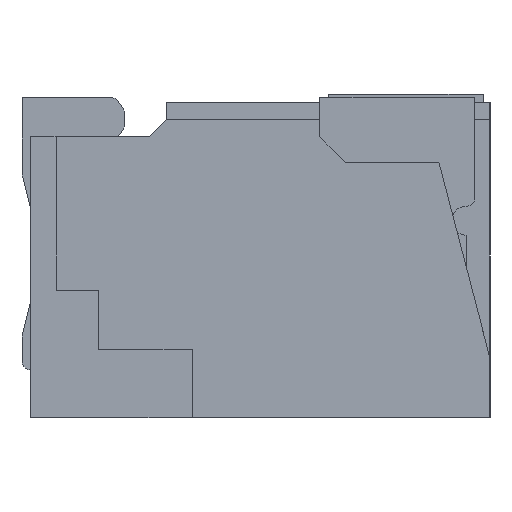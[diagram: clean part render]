
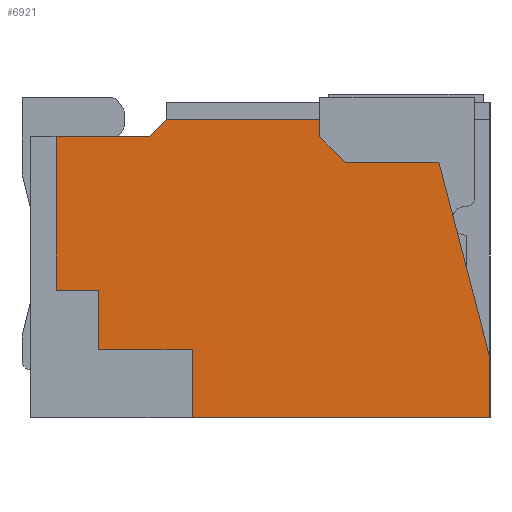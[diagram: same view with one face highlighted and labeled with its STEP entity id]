
A CAD part, left-side view. The second image highlights one B-rep face of the part: STEP entity #6921.
In plain terms, the highlighted planar face has unit normal (-1, 0, 0).
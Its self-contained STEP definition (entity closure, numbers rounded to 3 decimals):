
#1686=ORIENTED_EDGE('',*,*,#2824,.F.);
#1687=ORIENTED_EDGE('',*,*,#2829,.T.);
#1688=ORIENTED_EDGE('',*,*,#2832,.T.);
#1689=ORIENTED_EDGE('',*,*,#2843,.F.);
#1690=ORIENTED_EDGE('',*,*,#2915,.F.);
#1691=ORIENTED_EDGE('',*,*,#2913,.F.);
#1692=ORIENTED_EDGE('',*,*,#2749,.F.);
#1693=ORIENTED_EDGE('',*,*,#2912,.F.);
#1694=ORIENTED_EDGE('',*,*,#2910,.F.);
#1695=ORIENTED_EDGE('',*,*,#2908,.F.);
#1696=ORIENTED_EDGE('',*,*,#2906,.F.);
#1697=ORIENTED_EDGE('',*,*,#2904,.F.);
#1698=ORIENTED_EDGE('',*,*,#2902,.F.);
#1699=ORIENTED_EDGE('',*,*,#2807,.F.);
#2749=EDGE_CURVE('',#3524,#3525,#4392,.T.);
#2807=EDGE_CURVE('',#3575,#3576,#4450,.T.);
#2824=EDGE_CURVE('',#3586,#3575,#4467,.T.);
#2829=EDGE_CURVE('',#3586,#3590,#4472,.T.);
#2832=EDGE_CURVE('',#3590,#3592,#4475,.T.);
#2843=EDGE_CURVE('',#3598,#3592,#4486,.T.);
#2902=EDGE_CURVE('',#3576,#3633,#4545,.T.);
#2904=EDGE_CURVE('',#3633,#3634,#4547,.T.);
#2906=EDGE_CURVE('',#3634,#3635,#4549,.T.);
#2908=EDGE_CURVE('',#3635,#3636,#4551,.T.);
#2910=EDGE_CURVE('',#3636,#3637,#4553,.T.);
#2912=EDGE_CURVE('',#3637,#3524,#4555,.T.);
#2913=EDGE_CURVE('',#3525,#3638,#4556,.T.);
#2915=EDGE_CURVE('',#3638,#3598,#4558,.T.);
#3524=VERTEX_POINT('',#10378);
#3525=VERTEX_POINT('',#10380);
#3575=VERTEX_POINT('',#10492);
#3576=VERTEX_POINT('',#10494);
#3586=VERTEX_POINT('',#10525);
#3590=VERTEX_POINT('',#10535);
#3592=VERTEX_POINT('',#10541);
#3598=VERTEX_POINT('',#10564);
#3633=VERTEX_POINT('',#10682);
#3634=VERTEX_POINT('',#10686);
#3635=VERTEX_POINT('',#10690);
#3636=VERTEX_POINT('',#10694);
#3637=VERTEX_POINT('',#10698);
#3638=VERTEX_POINT('',#10704);
#4392=LINE('',#10379,#5355);
#4450=LINE('',#10493,#5413);
#4467=LINE('',#10526,#5430);
#4472=LINE('',#10536,#5435);
#4475=LINE('',#10542,#5438);
#4486=LINE('',#10563,#5449);
#4545=LINE('',#10681,#5508);
#4547=LINE('',#10685,#5510);
#4549=LINE('',#10689,#5512);
#4551=LINE('',#10693,#5514);
#4553=LINE('',#10697,#5516);
#4555=LINE('',#10701,#5518);
#4556=LINE('',#10703,#5519);
#4558=LINE('',#10707,#5521);
#5355=VECTOR('',#8451,1000.);
#5413=VECTOR('',#8519,1000.);
#5430=VECTOR('',#8546,1000.);
#5435=VECTOR('',#8553,1000.);
#5438=VECTOR('',#8558,1000.);
#5449=VECTOR('',#8579,1000.);
#5508=VECTOR('',#8686,1000.);
#5510=VECTOR('',#8690,1000.);
#5512=VECTOR('',#8694,1000.);
#5514=VECTOR('',#8698,1000.);
#5516=VECTOR('',#8702,1000.);
#5518=VECTOR('',#8706,1000.);
#5519=VECTOR('',#8709,1000.);
#5521=VECTOR('',#8713,1000.);
#5939=EDGE_LOOP('',(#1686,#1687,#1688,#1689,#1690,#1691,#1692,#1693,#1694,
#1695,#1696,#1697,#1698,#1699));
#6286=FACE_BOUND('',#5939,.T.);
#6611=PLANE('',#7283);
#6921=ADVANCED_FACE('',(#6286),#6611,.T.);
#7283=AXIS2_PLACEMENT_3D('',#10708,#8714,#8715);
#8451=DIRECTION('',(0.,-1.,0.));
#8519=DIRECTION('',(0.,0.,-1.));
#8546=DIRECTION('',(0.,-0.252,-0.968));
#8553=DIRECTION('',(0.,1.,0.));
#8558=DIRECTION('',(0.,0.707,0.707));
#8579=DIRECTION('',(0.,0.,-1.));
#8686=DIRECTION('',(0.,1.,0.));
#8690=DIRECTION('',(0.,0.,1.));
#8694=DIRECTION('',(0.,1.,0.));
#8698=DIRECTION('',(0.,0.,1.));
#8702=DIRECTION('',(0.,1.,0.));
#8706=DIRECTION('',(0.,0.,1.));
#8709=DIRECTION('',(0.,-0.707,0.707));
#8713=DIRECTION('',(0.,-1.,0.));
#8714=DIRECTION('',(-1.,0.,0.));
#8715=DIRECTION('',(0.,0.,1.));
#10378=CARTESIAN_POINT('',(-5.1,1.2,1.65));
#10379=CARTESIAN_POINT('',(-5.1,-1.35,1.65));
#10380=CARTESIAN_POINT('',(-5.1,0.65,1.65));
#10492=CARTESIAN_POINT('',(-5.1,-1.35,0.35));
#10493=CARTESIAN_POINT('',(-5.1,-1.35,1.85));
#10494=CARTESIAN_POINT('',(-5.1,-1.35,0.));
#10525=CARTESIAN_POINT('',(-5.1,-1.05,1.5));
#10526=CARTESIAN_POINT('',(-5.1,-1.05,1.5));
#10535=CARTESIAN_POINT('',(-5.1,-0.5,1.5));
#10536=CARTESIAN_POINT('',(-5.1,-1.35,1.5));
#10541=CARTESIAN_POINT('',(-5.1,-0.35,1.65));
#10542=CARTESIAN_POINT('',(-5.1,-0.75,1.25));
#10563=CARTESIAN_POINT('',(-5.1,-0.35,1.75));
#10564=CARTESIAN_POINT('',(-5.1,-0.35,1.75));
#10681=CARTESIAN_POINT('',(-5.1,-1.35,0.));
#10682=CARTESIAN_POINT('',(-5.1,0.4,0.));
#10685=CARTESIAN_POINT('',(-5.1,0.4,0.));
#10686=CARTESIAN_POINT('',(-5.1,0.4,0.4));
#10689=CARTESIAN_POINT('',(-5.1,0.4,0.4));
#10690=CARTESIAN_POINT('',(-5.1,0.95,0.4));
#10693=CARTESIAN_POINT('',(-5.1,0.95,0.4));
#10694=CARTESIAN_POINT('',(-5.1,0.95,0.75));
#10697=CARTESIAN_POINT('',(-5.1,0.95,0.75));
#10698=CARTESIAN_POINT('',(-5.1,1.2,0.75));
#10701=CARTESIAN_POINT('',(-5.1,1.2,0.75));
#10703=CARTESIAN_POINT('',(-5.1,-0.45,2.75));
#10704=CARTESIAN_POINT('',(-5.1,0.55,1.75));
#10707=CARTESIAN_POINT('',(-5.1,0.55,1.75));
#10708=CARTESIAN_POINT('',(-5.1,-1.35,1.85));
